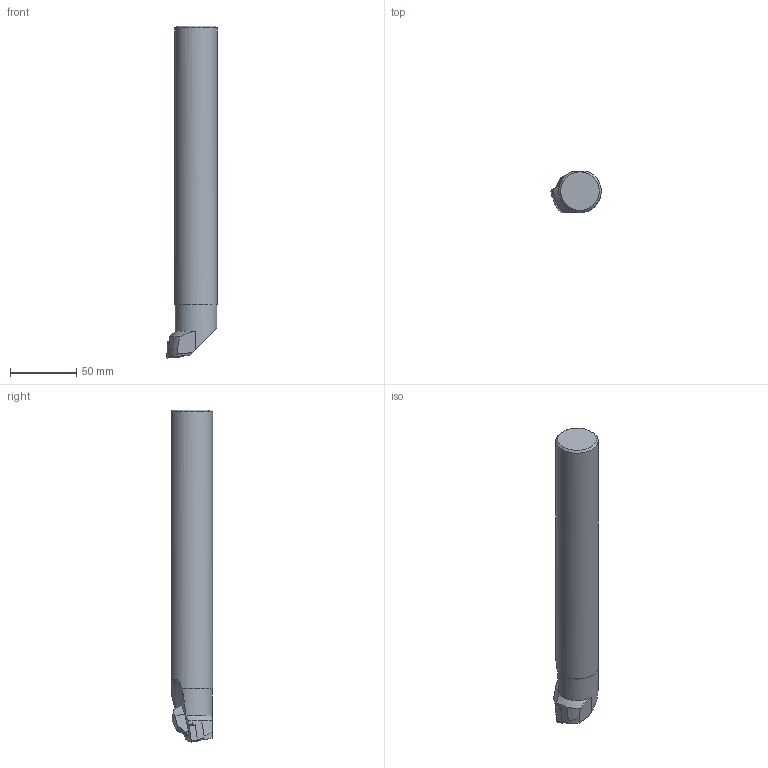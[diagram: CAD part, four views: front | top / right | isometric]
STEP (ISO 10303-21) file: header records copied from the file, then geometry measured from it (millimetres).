
FILE_DESCRIPTION((''),'2;1');
FILE_NAME('70556832_ASM','2018-09-19T10:38:31',('piechottad'),(''),'CREO PARAMETRIC BY PTC INC, 2017380','CREO PARAMETRIC BY PTC INC, 2017380','');
FILE_SCHEMA(('AUTOMOTIVE_DESIGN { 1 0 10303 214 1 1 1 1 }'));
Length unit declared in the file: millimetre
Products named in the file (3): 70556832NC; 70556832C; 70556832_ASM
Assembly tree (2 placements, depth 2):
  70556832_ASM
    70556832NC
    70556832C
Bounding box: 38 x 31 x 250.02 mm (x, y, z)
Volume: 189815.3 mm3; surface area: 26720.5 mm2
Topology: 2 solids, 2 shells, 46 faces, 130 edges, 88 vertices
Faces by surface type: plane 25, cylinder 10, cone 8, torus 2, bspline 1
Entity records: 3830 total; most frequent: CARTESIAN_POINT 514, DIRECTION 324, ORIENTED_EDGE 240, PRESENTATION_STYLE_ASSIGNMENT 229, STYLED_ITEM 229, CURVE_STYLE 181, PROPERTY_DEFINITION 179, REPRESENTATION 177
